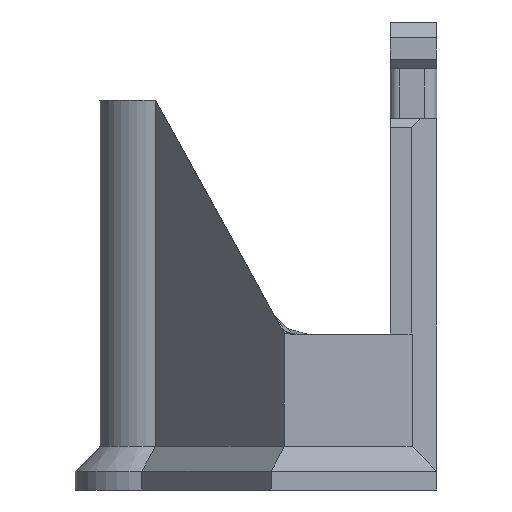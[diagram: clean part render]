
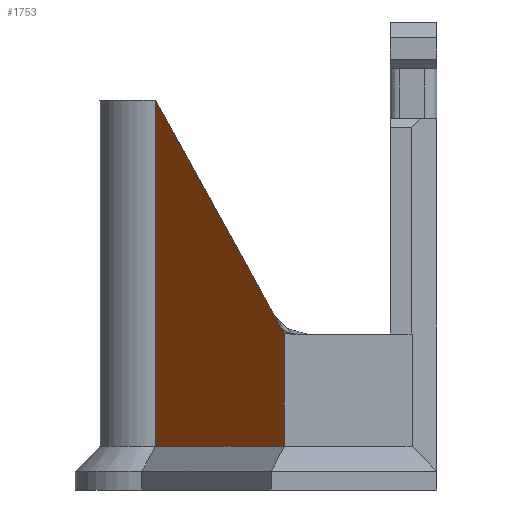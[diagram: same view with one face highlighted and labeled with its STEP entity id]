
A CAD part, left-side view. The second image highlights one B-rep face of the part: STEP entity #1753.
In plain terms, the highlighted planar face has unit normal (-0.574, 0.819, 0).
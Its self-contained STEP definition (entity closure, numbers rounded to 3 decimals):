
#56=B_SPLINE_CURVE_WITH_KNOTS('',3,(#2568,#2569,#2570,#2571,#2572,#2573,
#2574,#2575,#2576,#2577,#2578,#2579,#2580,#2581,#2582,#2583,#2584,#2585,
#2586),.UNSPECIFIED.,.F.,.F.,(4,3,3,3,3,3,4),(0.,0.007,0.013,
0.018,0.024,0.03,0.032),
 .UNSPECIFIED.);
#130=FACE_OUTER_BOUND('',#230,.T.);
#230=EDGE_LOOP('',(#1290,#1291,#1292,#1293,#1294));
#355=LINE('',#2601,#556);
#366=LINE('',#2733,#567);
#383=LINE('',#2781,#584);
#384=LINE('',#2782,#585);
#556=VECTOR('',#2036,10.);
#567=VECTOR('',#2061,10.);
#584=VECTOR('',#2104,10.);
#585=VECTOR('',#2105,10.);
#749=VERTEX_POINT('',#2549);
#750=VERTEX_POINT('',#2563);
#755=VERTEX_POINT('',#2599);
#772=VERTEX_POINT('',#2726);
#774=VERTEX_POINT('',#2732);
#930=EDGE_CURVE('',#750,#749,#56,.T.);
#936=EDGE_CURVE('',#750,#755,#355,.T.);
#959=EDGE_CURVE('',#774,#772,#366,.T.);
#981=EDGE_CURVE('',#749,#772,#383,.F.);
#982=EDGE_CURVE('',#774,#755,#384,.T.);
#1290=ORIENTED_EDGE('',*,*,#959,.T.);
#1291=ORIENTED_EDGE('',*,*,#981,.F.);
#1292=ORIENTED_EDGE('',*,*,#930,.F.);
#1293=ORIENTED_EDGE('',*,*,#936,.T.);
#1294=ORIENTED_EDGE('',*,*,#982,.F.);
#1671=PLANE('',#1869);
#1753=ADVANCED_FACE('',(#130),#1671,.T.);
#1869=AXIS2_PLACEMENT_3D('',#2780,#2102,#2103);
#2036=DIRECTION('',(0.568,0.398,0.721));
#2061=DIRECTION('',(-0.819,-0.574,0.));
#2102=DIRECTION('center_axis',(-0.574,0.819,0.));
#2103=DIRECTION('ref_axis',(-0.819,-0.574,0.));
#2104=DIRECTION('',(0.,0.,1.));
#2105=DIRECTION('',(0.,0.,1.));
#2549=CARTESIAN_POINT('',(-1.802,7.925,10.099));
#2563=CARTESIAN_POINT('',(-1.596,8.069,10.292));
#2568=CARTESIAN_POINT('Ctrl Pts',(-1.596,8.069,10.292));
#2569=CARTESIAN_POINT('Ctrl Pts',(-1.608,8.06,10.276));
#2570=CARTESIAN_POINT('Ctrl Pts',(-1.622,8.051,10.26));
#2571=CARTESIAN_POINT('Ctrl Pts',(-1.636,8.041,10.245));
#2572=CARTESIAN_POINT('Ctrl Pts',(-1.649,8.032,10.231));
#2573=CARTESIAN_POINT('Ctrl Pts',(-1.662,8.022,10.217));
#2574=CARTESIAN_POINT('Ctrl Pts',(-1.676,8.013,10.204));
#2575=CARTESIAN_POINT('Ctrl Pts',(-1.688,8.004,10.192));
#2576=CARTESIAN_POINT('Ctrl Pts',(-1.7,7.996,10.181));
#2577=CARTESIAN_POINT('Ctrl Pts',(-1.712,7.987,10.171));
#2578=CARTESIAN_POINT('Ctrl Pts',(-1.725,7.978,10.159));
#2579=CARTESIAN_POINT('Ctrl Pts',(-1.738,7.969,10.148));
#2580=CARTESIAN_POINT('Ctrl Pts',(-1.751,7.96,10.138));
#2581=CARTESIAN_POINT('Ctrl Pts',(-1.764,7.951,10.127));
#2582=CARTESIAN_POINT('Ctrl Pts',(-1.776,7.942,10.118));
#2583=CARTESIAN_POINT('Ctrl Pts',(-1.789,7.933,10.108));
#2584=CARTESIAN_POINT('Ctrl Pts',(-1.793,7.93,10.105));
#2585=CARTESIAN_POINT('Ctrl Pts',(-1.797,7.927,10.102));
#2586=CARTESIAN_POINT('Ctrl Pts',(-1.802,7.924,10.098));
#2599=CARTESIAN_POINT('',(9.984,16.177,24.991));
#2601=CARTESIAN_POINT('',(7.924,14.735,22.376));
#2726=CARTESIAN_POINT('',(-1.802,7.925,2.8));
#2732=CARTESIAN_POINT('',(9.984,16.177,2.8));
#2733=CARTESIAN_POINT('',(9.667,15.955,2.8));
#2780=CARTESIAN_POINT('Origin',(9.984,16.177,0.));
#2781=CARTESIAN_POINT('',(-1.802,7.925,0.));
#2782=CARTESIAN_POINT('',(9.984,16.177,0.));
